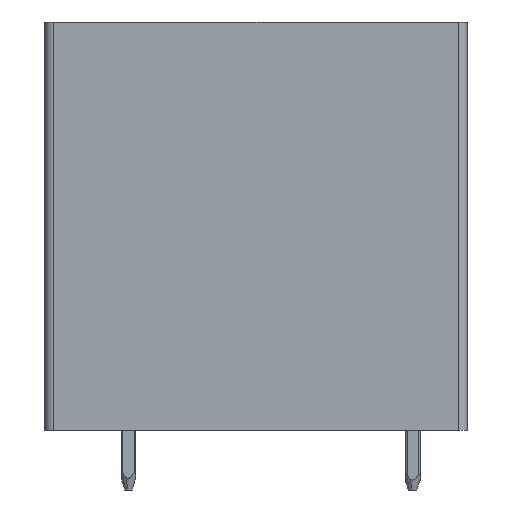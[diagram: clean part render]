
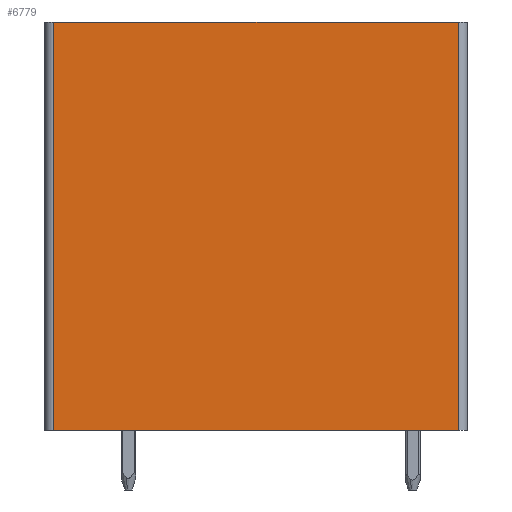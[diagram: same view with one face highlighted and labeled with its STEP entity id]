
A CAD part, left-side view. The second image highlights one B-rep face of the part: STEP entity #6779.
In plain terms, the highlighted planar face has unit normal (-1, 0, 0).
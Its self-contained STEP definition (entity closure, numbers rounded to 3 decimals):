
#6766=AXIS2_PLACEMENT_3D('Plane Axis2P3D',#6763,#6764,#6765) ;
#4494=CARTESIAN_POINT('Vertex',(0.,22.2,25.1)) ;
#4497=CARTESIAN_POINT('Line Origine',(0.,11.35,25.1)) ;
#4501=CARTESIAN_POINT('Vertex',(0.,0.5,25.1)) ;
#6713=CARTESIAN_POINT('Line Origine',(0.,0.5,14.15)) ;
#6717=CARTESIAN_POINT('Vertex',(0.,0.5,3.2)) ;
#6748=CARTESIAN_POINT('Vertex',(0.,22.2,3.2)) ;
#6751=CARTESIAN_POINT('Line Origine',(0.,22.2,14.15)) ;
#6763=CARTESIAN_POINT('Axis2P3D Location',(0.,0.,0.)) ;
#6768=CARTESIAN_POINT('Line Origine',(0.,11.35,3.2)) ;
#4498=DIRECTION('Vector Direction',(0.,-1.,0.)) ;
#6714=DIRECTION('Vector Direction',(0.,0.,1.)) ;
#6752=DIRECTION('Vector Direction',(0.,0.,1.)) ;
#6764=DIRECTION('Axis2P3D Direction',(-1.,0.,0.)) ;
#6765=DIRECTION('Axis2P3D XDirection',(0.,0.,1.)) ;
#6769=DIRECTION('Vector Direction',(0.,-1.,0.)) ;
#4499=VECTOR('Line Direction',#4498,1.) ;
#6715=VECTOR('Line Direction',#6714,1.) ;
#6753=VECTOR('Line Direction',#6752,1.) ;
#6770=VECTOR('Line Direction',#6769,1.) ;
#6774=ORIENTED_EDGE('',*,*,#4503,.T.) ;
#6775=ORIENTED_EDGE('',*,*,#6755,.T.) ;
#6776=ORIENTED_EDGE('',*,*,#6772,.T.) ;
#6777=ORIENTED_EDGE('',*,*,#6719,.T.) ;
#6779=ADVANCED_FACE('HOUSING',(#6778),#6767,.T.) ;
#4503=EDGE_CURVE('',#4502,#4495,#4500,.F.) ;
#6719=EDGE_CURVE('',#6718,#4502,#6716,.T.) ;
#6755=EDGE_CURVE('',#4495,#6749,#6754,.F.) ;
#6772=EDGE_CURVE('',#6749,#6718,#6771,.T.) ;
#6773=EDGE_LOOP('',(#6774,#6775,#6776,#6777)) ;
#6778=FACE_OUTER_BOUND('',#6773,.T.) ;
#4500=LINE('Line',#4497,#4499) ;
#6716=LINE('Line',#6713,#6715) ;
#6754=LINE('Line',#6751,#6753) ;
#6771=LINE('Line',#6768,#6770) ;
#6767=PLANE('',#6766) ;
#4495=VERTEX_POINT('',#4494) ;
#4502=VERTEX_POINT('',#4501) ;
#6718=VERTEX_POINT('',#6717) ;
#6749=VERTEX_POINT('',#6748) ;
